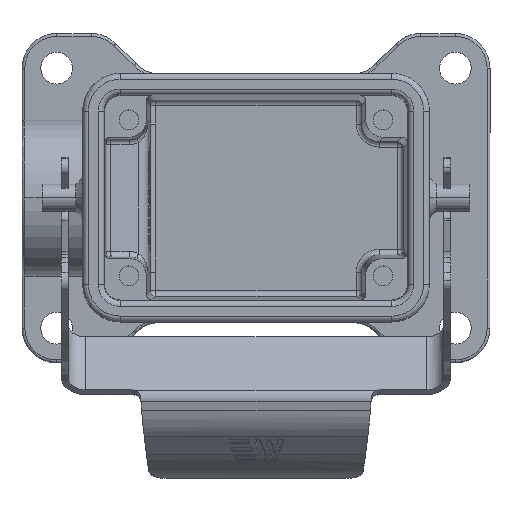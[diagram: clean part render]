
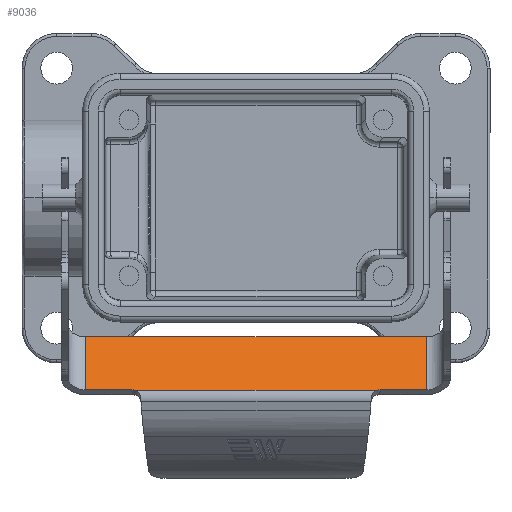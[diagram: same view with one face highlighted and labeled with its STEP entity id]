
A CAD part, top view. The second image highlights one B-rep face of the part: STEP entity #9036.
In plain terms, the highlighted planar face has unit normal (0, 0.707, 0.707).
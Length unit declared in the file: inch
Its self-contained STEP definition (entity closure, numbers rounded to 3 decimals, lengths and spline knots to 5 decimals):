
#605 = EDGE_LOOP ( 'NONE', ( #6091, #13676, #9674, #9879, #12706, #8891, #6424, #5513 ) ) ;
#1018 = EDGE_CURVE ( 'NONE', #13292, #11975, #4937, .T. ) ;
#1107 = VERTEX_POINT ( 'NONE', #12279 ) ;
#1509 = CARTESIAN_POINT ( 'NONE',  ( 1.00394, -0.94652, 0.09462 ) ) ;
#1531 = CARTESIAN_POINT ( 'NONE',  ( 0.1664, -1.30843, 0.45653 ) ) ;
#1653 = CARTESIAN_POINT ( 'NONE',  ( -0.15748, -0.94652, 0.09462 ) ) ;
#1958 = EDGE_CURVE ( 'NONE', #1107, #15199, #4112, .T. ) ;
#1971 = CARTESIAN_POINT ( 'NONE',  ( 1.84147, -1.30843, 0.45653 ) ) ;
#1974 = CARTESIAN_POINT ( 'NONE',  ( -0.15748, -1.3249, 0.473 ) ) ;
#2510 = VERTEX_POINT ( 'NONE', #11463 ) ;
#2565 = VECTOR ( 'NONE', #8116, 39.37008 ) ;
#2573 = EDGE_CURVE ( 'NONE', #6134, #4694, #10120, .T. ) ;
#2642 = CARTESIAN_POINT ( 'NONE',  ( 2.16535, -1.3249, 0.473 ) ) ;
#3400 = EDGE_CURVE ( 'NONE', #4694, #2510, #4292, .T. ) ;
#3631 = VECTOR ( 'NONE', #10788, 39.37008 ) ;
#3968 = DIRECTION ( 'NONE',  ( -1., 0., 0. ) ) ;
#4112 = LINE ( 'NONE', #2642, #4849 ) ;
#4292 = LINE ( 'NONE', #9113, #12039 ) ;
#4486 = LINE ( 'NONE', #9300, #2565 ) ;
#4694 = VERTEX_POINT ( 'NONE', #6051 ) ;
#4710 = EDGE_CURVE ( 'NONE', #2510, #13292, #5225, .T. ) ;
#4849 = VECTOR ( 'NONE', #8650, 39.37008 ) ;
#4937 = LINE ( 'NONE', #5886, #3631 ) ;
#5225 = B_SPLINE_CURVE_WITH_KNOTS ( 'NONE', 3,
 ( #8805, #1531, #10145, #14804 ),
 .UNSPECIFIED., .F., .F.,
 ( 4, 4 ),
 ( 0., 1. ),
 .UNSPECIFIED. ) ;
#5513 = ORIENTED_EDGE ( 'NONE', *, *, #6622, .F. ) ;
#5570 = CARTESIAN_POINT ( 'NONE',  ( 1.85062, -1.30843, 0.45653 ) ) ;
#5613 = B_SPLINE_CURVE_WITH_KNOTS ( 'NONE', 3,
 ( #9086, #11541, #1971, #6797 ),
 .UNSPECIFIED., .F., .F.,
 ( 4, 4 ),
 ( 0., 1. ),
 .UNSPECIFIED. ) ;
#5886 = CARTESIAN_POINT ( 'NONE',  ( 1.00394, -1.31267, 0.46077 ) ) ;
#6051 = CARTESIAN_POINT ( 'NONE',  ( -0.15748, -1.30843, 0.45653 ) ) ;
#6091 = ORIENTED_EDGE ( 'NONE', *, *, #1958, .T. ) ;
#6134 = VERTEX_POINT ( 'NONE', #1653 ) ;
#6424 = ORIENTED_EDGE ( 'NONE', *, *, #14301, .T. ) ;
#6622 = EDGE_CURVE ( 'NONE', #1107, #8045, #4486, .T. ) ;
#6797 = CARTESIAN_POINT ( 'NONE',  ( 1.85062, -1.30843, 0.45653 ) ) ;
#8045 = VERTEX_POINT ( 'NONE', #5570 ) ;
#8116 = DIRECTION ( 'NONE',  ( -1., 0., 0. ) ) ;
#8122 = FACE_OUTER_BOUND ( 'NONE', #605, .T. ) ;
#8389 = CARTESIAN_POINT ( 'NONE',  ( 0.1833, -1.31267, 0.46077 ) ) ;
#8636 = VECTOR ( 'NONE', #14935, 39.37008 ) ;
#8650 = DIRECTION ( 'NONE',  ( 0., 0.707, -0.707 ) ) ;
#8805 = CARTESIAN_POINT ( 'NONE',  ( 0.15725, -1.30843, 0.45653 ) ) ;
#8891 = ORIENTED_EDGE ( 'NONE', *, *, #1018, .T. ) ;
#9036 = ADVANCED_FACE ( 'NONE', ( #8122 ), #15619, .T. ) ;
#9086 = CARTESIAN_POINT ( 'NONE',  ( 1.82458, -1.31267, 0.46077 ) ) ;
#9113 = CARTESIAN_POINT ( 'NONE',  ( 1.00394, -1.30843, 0.45653 ) ) ;
#9300 = CARTESIAN_POINT ( 'NONE',  ( -0.32283, -1.30843, 0.45653 ) ) ;
#9361 = CARTESIAN_POINT ( 'NONE',  ( 2.16535, -0.94652, 0.09462 ) ) ;
#9548 = CARTESIAN_POINT ( 'NONE',  ( 1.00394, -1.30843, 0.45653 ) ) ;
#9674 = ORIENTED_EDGE ( 'NONE', *, *, #2573, .T. ) ;
#9870 = EDGE_CURVE ( 'NONE', #15199, #6134, #12498, .T. ) ;
#9879 = ORIENTED_EDGE ( 'NONE', *, *, #3400, .T. ) ;
#10120 = LINE ( 'NONE', #1974, #8636 ) ;
#10145 = CARTESIAN_POINT ( 'NONE',  ( 0.17508, -1.30984, 0.45794 ) ) ;
#10286 = CARTESIAN_POINT ( 'NONE',  ( 1.82458, -1.31267, 0.46077 ) ) ;
#10514 = AXIS2_PLACEMENT_3D ( 'NONE', #9548, #12941, #15305 ) ;
#10788 = DIRECTION ( 'NONE',  ( 1., 0., 0. ) ) ;
#11463 = CARTESIAN_POINT ( 'NONE',  ( 0.15725, -1.30843, 0.45653 ) ) ;
#11541 = CARTESIAN_POINT ( 'NONE',  ( 1.83279, -1.30984, 0.45794 ) ) ;
#11975 = VERTEX_POINT ( 'NONE', #10286 ) ;
#12027 = VECTOR ( 'NONE', #3968, 39.37008 ) ;
#12039 = VECTOR ( 'NONE', #13941, 39.37008 ) ;
#12279 = CARTESIAN_POINT ( 'NONE',  ( 2.16535, -1.30843, 0.45653 ) ) ;
#12498 = LINE ( 'NONE', #1509, #12027 ) ;
#12706 = ORIENTED_EDGE ( 'NONE', *, *, #4710, .T. ) ;
#12941 = DIRECTION ( 'NONE',  ( 0., 0.707, 0.707 ) ) ;
#13292 = VERTEX_POINT ( 'NONE', #8389 ) ;
#13676 = ORIENTED_EDGE ( 'NONE', *, *, #9870, .T. ) ;
#13941 = DIRECTION ( 'NONE',  ( 1., 0., 0. ) ) ;
#14301 = EDGE_CURVE ( 'NONE', #11975, #8045, #5613, .T. ) ;
#14804 = CARTESIAN_POINT ( 'NONE',  ( 0.1833, -1.31267, 0.46077 ) ) ;
#14935 = DIRECTION ( 'NONE',  ( 0., -0.707, 0.707 ) ) ;
#15199 = VERTEX_POINT ( 'NONE', #9361 ) ;
#15305 = DIRECTION ( 'NONE',  ( 0., -0.707, 0.707 ) ) ;
#15619 = PLANE ( 'NONE',  #10514 ) ;
